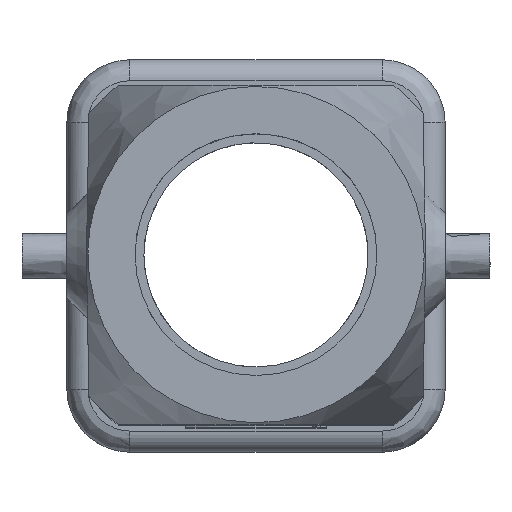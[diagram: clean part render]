
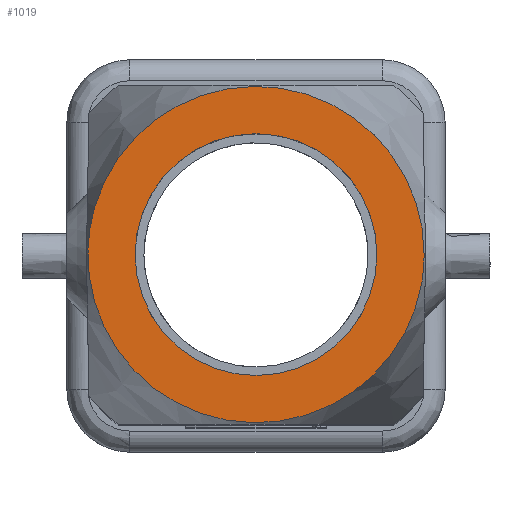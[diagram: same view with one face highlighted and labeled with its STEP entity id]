
A CAD part, top view. The second image highlights one B-rep face of the part: STEP entity #1019.
In plain terms, the highlighted planar face has unit normal (0, 0, 1).
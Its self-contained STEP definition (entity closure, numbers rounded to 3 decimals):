
#692=FACE_BOUND('',#1392,.T.);
#693=FACE_BOUND('',#1393,.T.);
#760=PLANE('',#4327);
#935=CIRCLE('',#4326,8.63);
#1019=ADVANCED_FACE('',(#692,#693),#760,.T.);
#1392=EDGE_LOOP('',(#1744));
#1393=EDGE_LOOP('',(#1745));
#1623=B_SPLINE_CURVE_WITH_KNOTS('',3,(#6107,#6108,#6109,#6110,#6111,#6112,
#6113,#6114,#6115,#6116,#6117,#6118,#6119,#6120,#6121,#6122,#6123,#6124,
#6125,#6126,#6127,#6128,#6129,#6130,#6131,#6132,#6133,#6134,#6135,#6136,
#6137,#6138,#6139,#6140,#6141,#6142,#6143,#6144,#6145,#6146,#6147,#6148),
 .UNSPECIFIED.,.T.,.F.,(1,3,1,1,1,1,1,2,1,1,1,1,1,1,1,1,2,1,3,1,2,1,1,1,
1,1,1,1,1,2,1,1,1,1,3,1),(-0.042,0.,0.003,0.048,
0.092,0.132,0.163,0.172,
0.181,0.208,0.248,0.292,0.337,
0.382,0.425,0.466,0.501,
0.503,0.505,0.507,0.509,
0.542,0.582,0.625,0.67,
0.715,0.759,0.799,0.83,
0.839,0.848,0.875,0.915,
0.958,1.,1.003),.UNSPECIFIED.);
#1744=ORIENTED_EDGE('',*,*,#3074,.F.);
#1745=ORIENTED_EDGE('',*,*,#3075,.T.);
#2725=VERTEX_POINT('',#6106);
#2726=VERTEX_POINT('',#6149);
#3074=EDGE_CURVE('',#2725,#2725,#935,.T.);
#3075=EDGE_CURVE('',#2726,#2726,#1623,.T.);
#4326=AXIS2_PLACEMENT_3D('',#6105,#4634,#4635);
#4327=AXIS2_PLACEMENT_3D('',#6150,#4636,#4637);
#4634=DIRECTION('',(0.,0.,1.));
#4635=DIRECTION('',(0.,-1.,0.));
#4636=DIRECTION('',(0.,0.,1.));
#4637=DIRECTION('',(0.,1.,0.));
#6105=CARTESIAN_POINT('',(0.,0.,60.));
#6106=CARTESIAN_POINT('',(0.,-8.63,60.));
#6107=CARTESIAN_POINT('',(-11.993,0.406,60.));
#6108=CARTESIAN_POINT('',(-11.996,0.323,60.));
#6109=CARTESIAN_POINT('',(-12.025,-0.896,60.));
#6110=CARTESIAN_POINT('',(-11.724,-3.211,60.));
#6111=CARTESIAN_POINT('',(-10.427,-6.218,60.));
#6112=CARTESIAN_POINT('',(-8.622,-8.49,60.));
#6113=CARTESIAN_POINT('',(-7.045,-9.756,60.));
#6114=CARTESIAN_POINT('',(-6.197,-10.279,60.));
#6115=CARTESIAN_POINT('',(-5.803,-10.506,60.));
#6116=CARTESIAN_POINT('',(-5.003,-10.938,60.));
#6117=CARTESIAN_POINT('',(-3.218,-11.655,60.));
#6118=CARTESIAN_POINT('',(-0.46,-12.129,60.));
#6119=CARTESIAN_POINT('',(2.785,-11.832,60.));
#6120=CARTESIAN_POINT('',(5.946,-10.61,60.));
#6121=CARTESIAN_POINT('',(8.643,-8.548,60.));
#6122=CARTESIAN_POINT('',(10.598,-5.921,60.));
#6123=CARTESIAN_POINT('',(11.711,-3.102,60.));
#6124=CARTESIAN_POINT('',(11.974,-1.195,60.));
#6125=CARTESIAN_POINT('',(11.998,-0.249,60.));
#6126=CARTESIAN_POINT('',(11.999,-0.149,60.));
#6127=CARTESIAN_POINT('',(12.,-0.05,60.));
#6128=CARTESIAN_POINT('',(12.,0.,60.));
#6129=CARTESIAN_POINT('',(12.,0.045,60.));
#6130=CARTESIAN_POINT('',(11.999,0.136,60.));
#6131=CARTESIAN_POINT('',(11.998,0.227,60.));
#6132=CARTESIAN_POINT('',(11.978,1.09,60.));
#6133=CARTESIAN_POINT('',(11.75,2.911,60.));
#6134=CARTESIAN_POINT('',(10.734,5.666,60.));
#6135=CARTESIAN_POINT('',(8.854,8.327,60.));
#6136=CARTESIAN_POINT('',(6.215,10.454,60.));
#6137=CARTESIAN_POINT('',(3.081,11.759,60.));
#6138=CARTESIAN_POINT('',(-0.171,12.139,60.));
#6139=CARTESIAN_POINT('',(-3.042,11.712,60.));
#6140=CARTESIAN_POINT('',(-4.926,10.98,60.));
#6141=CARTESIAN_POINT('',(-5.803,10.506,60.));
#6142=CARTESIAN_POINT('',(-6.197,10.279,60.));
#6143=CARTESIAN_POINT('',(-6.971,9.802,60.));
#6144=CARTESIAN_POINT('',(-8.484,8.614,60.));
#6145=CARTESIAN_POINT('',(-10.274,6.463,60.));
#6146=CARTESIAN_POINT('',(-11.604,3.581,60.));
#6147=CARTESIAN_POINT('',(-11.958,1.455,60.));
#6148=CARTESIAN_POINT('',(-11.993,0.406,60.));
#6149=CARTESIAN_POINT('',(-11.993,0.406,60.));
#6150=CARTESIAN_POINT('',(12.705,-12.705,60.));
